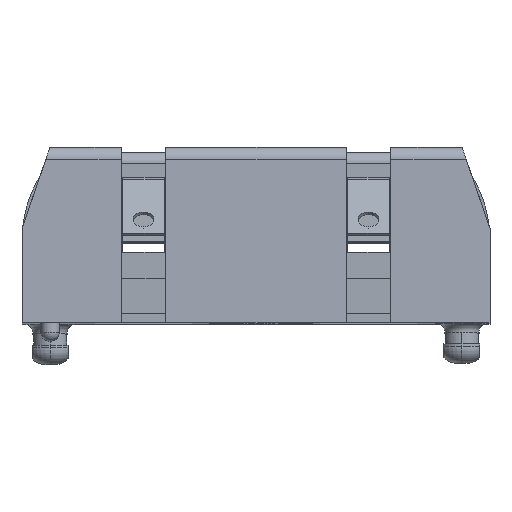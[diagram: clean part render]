
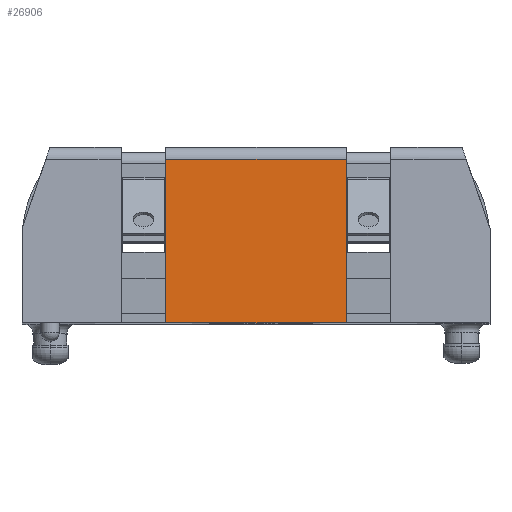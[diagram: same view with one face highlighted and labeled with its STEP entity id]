
A CAD part, top view. The second image highlights one B-rep face of the part: STEP entity #26906.
In plain terms, the highlighted planar face has unit normal (0, 0.018, 1).
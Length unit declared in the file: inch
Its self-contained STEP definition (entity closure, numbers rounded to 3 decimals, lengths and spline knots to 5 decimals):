
#86 = ORIENTED_EDGE ( 'NONE', *, *, #20312, .F. ) ;
#358 = DIRECTION ( 'NONE',  ( -1., 0., 0. ) ) ;
#940 = CARTESIAN_POINT ( 'NONE',  ( 0.678, 0., 1.51685 ) ) ;
#3549 = VERTEX_POINT ( 'NONE', #13660 ) ;
#4714 = PLANE ( 'NONE',  #11405 ) ;
#4878 = VECTOR ( 'NONE', #36912, 39.37008 ) ;
#5307 = ORIENTED_EDGE ( 'NONE', *, *, #35596, .F. ) ;
#5503 = EDGE_CURVE ( 'NONE', #35198, #26585, #20481, .T. ) ;
#5695 = EDGE_LOOP ( 'NONE', ( #86, #8261, #5307, #30771 ) ) ;
#5937 = VECTOR ( 'NONE', #15325, 39.37008 ) ;
#6071 = CARTESIAN_POINT ( 'NONE',  ( 0.075, 0.5477, 1.50729 ) ) ;
#6477 = EDGE_CURVE ( 'NONE', #15506, #3549, #26387, .T. ) ;
#7655 = DIRECTION ( 'NONE',  ( 0., 0.017, 1. ) ) ;
#8261 = ORIENTED_EDGE ( 'NONE', *, *, #6477, .T. ) ;
#10770 = CARTESIAN_POINT ( 'NONE',  ( 0.075, -0.066, 1.518 ) ) ;
#11363 = CARTESIAN_POINT ( 'NONE',  ( 0.075, 0., 1.51685 ) ) ;
#11405 = AXIS2_PLACEMENT_3D ( 'NONE', #30759, #7655, #27989 ) ;
#13660 = CARTESIAN_POINT ( 'NONE',  ( 0.075, 0.5477, 1.50729 ) ) ;
#15325 = DIRECTION ( 'NONE',  ( -1., 0., 0. ) ) ;
#15444 = CARTESIAN_POINT ( 'NONE',  ( -0.31319, 0., 1.51685 ) ) ;
#15506 = VERTEX_POINT ( 'NONE', #26226 ) ;
#18658 = VECTOR ( 'NONE', #358, 39.37008 ) ;
#20312 = EDGE_CURVE ( 'NONE', #15506, #35198, #21486, .T. ) ;
#20481 = LINE ( 'NONE', #15444, #5937 ) ;
#20545 = VECTOR ( 'NONE', #27363, 39.37008 ) ;
#21486 = LINE ( 'NONE', #24327, #20545 ) ;
#24327 = CARTESIAN_POINT ( 'NONE',  ( 0.678, -0.066, 1.518 ) ) ;
#26226 = CARTESIAN_POINT ( 'NONE',  ( 0.678, 0.5477, 1.50729 ) ) ;
#26387 = LINE ( 'NONE', #6071, #18658 ) ;
#26585 = VERTEX_POINT ( 'NONE', #11363 ) ;
#26906 = ADVANCED_FACE ( 'NONE', ( #28331 ), #4714, .T. ) ;
#27363 = DIRECTION ( 'NONE',  ( 0., -1., 0.017 ) ) ;
#27989 = DIRECTION ( 'NONE',  ( 1., 0., 0. ) ) ;
#28331 = FACE_OUTER_BOUND ( 'NONE', #5695, .T. ) ;
#30759 = CARTESIAN_POINT ( 'NONE',  ( -0.31319, -0.066, 1.518 ) ) ;
#30771 = ORIENTED_EDGE ( 'NONE', *, *, #5503, .F. ) ;
#33945 = LINE ( 'NONE', #10770, #4878 ) ;
#35198 = VERTEX_POINT ( 'NONE', #940 ) ;
#35596 = EDGE_CURVE ( 'NONE', #26585, #3549, #33945, .T. ) ;
#36912 = DIRECTION ( 'NONE',  ( 0., 1., -0.017 ) ) ;
